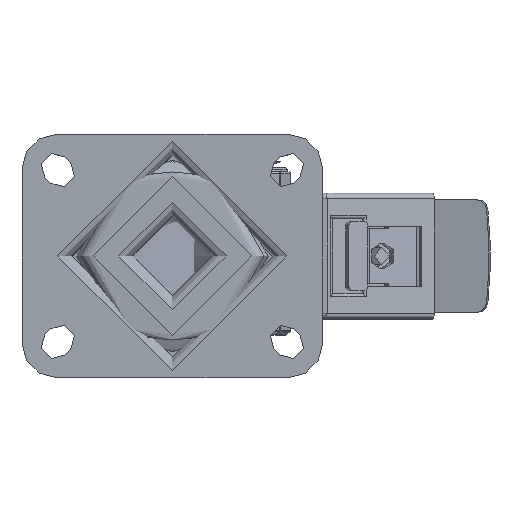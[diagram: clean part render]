
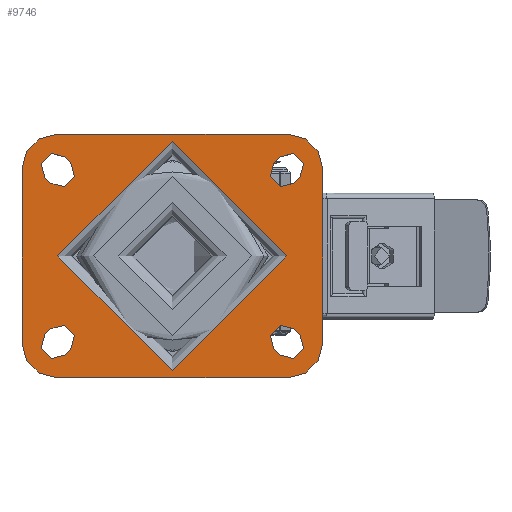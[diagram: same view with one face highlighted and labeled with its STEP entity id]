
A CAD part, top view. The second image highlights one B-rep face of the part: STEP entity #9746.
In plain terms, the highlighted planar face has unit normal (0, 0, 1).
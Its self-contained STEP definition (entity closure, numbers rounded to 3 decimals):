
#549=FACE_BOUND('',#3442,.T.);
#550=FACE_BOUND('',#3443,.T.);
#551=FACE_BOUND('',#3444,.T.);
#552=FACE_BOUND('',#3445,.T.);
#553=FACE_BOUND('',#3446,.T.);
#614=PLANE('',#10602);
#994=LINE('',#14737,#1866);
#995=LINE('',#14738,#1867);
#996=LINE('',#14739,#1868);
#997=LINE('',#14740,#1869);
#998=LINE('',#14741,#1870);
#999=LINE('',#14742,#1871);
#1000=LINE('',#14743,#1872);
#1001=LINE('',#14744,#1873);
#1002=LINE('',#14745,#1874);
#1003=LINE('',#14746,#1875);
#1004=LINE('',#14747,#1876);
#1005=LINE('',#14748,#1877);
#1866=VECTOR('',#11815,1000.);
#1867=VECTOR('',#11816,1000.);
#1868=VECTOR('',#11817,1000.);
#1869=VECTOR('',#11818,1000.);
#1870=VECTOR('',#11819,1000.);
#1871=VECTOR('',#11820,1000.);
#1872=VECTOR('',#11821,1000.);
#1873=VECTOR('',#11822,1000.);
#1874=VECTOR('',#11823,1000.);
#1875=VECTOR('',#11824,1000.);
#1876=VECTOR('',#11825,1000.);
#1877=VECTOR('',#11826,1000.);
#2869=FACE_OUTER_BOUND('',#3441,.T.);
#3441=EDGE_LOOP('',(#7000,#7001,#7002,#7003,#7004,#7005,#7006,#7007));
#3442=EDGE_LOOP('',(#7008,#7009,#7010,#7011));
#3443=EDGE_LOOP('',(#7012,#7013,#7014,#7015));
#3444=EDGE_LOOP('',(#7016,#7017,#7018,#7019));
#3445=EDGE_LOOP('',(#7020,#7021,#7022,#7023));
#3446=EDGE_LOOP('',(#7024));
#4058=CIRCLE('',#10485,5.125);
#4059=CIRCLE('',#10487,5.125);
#4062=CIRCLE('',#10491,5.125);
#4063=CIRCLE('',#10493,5.125);
#4065=CIRCLE('',#10496,5.125);
#4068=CIRCLE('',#10500,5.125);
#4069=CIRCLE('',#10502,5.125);
#4072=CIRCLE('',#10506,5.125);
#4073=CIRCLE('',#10508,12.);
#4075=CIRCLE('',#10511,12.);
#4077=CIRCLE('',#10514,12.);
#4079=CIRCLE('',#10517,12.);
#4150=CIRCLE('',#10599,40.);
#4429=VERTEX_POINT('',#14382);
#4430=VERTEX_POINT('',#14384);
#4431=VERTEX_POINT('',#14388);
#4432=VERTEX_POINT('',#14389);
#4437=VERTEX_POINT('',#14400);
#4438=VERTEX_POINT('',#14402);
#4439=VERTEX_POINT('',#14406);
#4440=VERTEX_POINT('',#14407);
#4443=VERTEX_POINT('',#14415);
#4444=VERTEX_POINT('',#14416);
#4449=VERTEX_POINT('',#14427);
#4450=VERTEX_POINT('',#14429);
#4451=VERTEX_POINT('',#14433);
#4452=VERTEX_POINT('',#14434);
#4457=VERTEX_POINT('',#14445);
#4458=VERTEX_POINT('',#14447);
#4459=VERTEX_POINT('',#14451);
#4460=VERTEX_POINT('',#14452);
#4463=VERTEX_POINT('',#14460);
#4464=VERTEX_POINT('',#14461);
#4467=VERTEX_POINT('',#14469);
#4468=VERTEX_POINT('',#14470);
#4471=VERTEX_POINT('',#14478);
#4472=VERTEX_POINT('',#14479);
#4587=VERTEX_POINT('',#14731);
#5360=EDGE_CURVE('',#4430,#4429,#4058,.T.);
#5362=EDGE_CURVE('',#4431,#4432,#4059,.T.);
#5368=EDGE_CURVE('',#4438,#4437,#4062,.T.);
#5370=EDGE_CURVE('',#4439,#4440,#4063,.T.);
#5374=EDGE_CURVE('',#4443,#4444,#4065,.T.);
#5380=EDGE_CURVE('',#4450,#4449,#4068,.T.);
#5382=EDGE_CURVE('',#4451,#4452,#4069,.T.);
#5388=EDGE_CURVE('',#4458,#4457,#4072,.T.);
#5390=EDGE_CURVE('',#4459,#4460,#4073,.T.);
#5394=EDGE_CURVE('',#4463,#4464,#4075,.T.);
#5398=EDGE_CURVE('',#4467,#4468,#4077,.T.);
#5402=EDGE_CURVE('',#4471,#4472,#4079,.T.);
#5528=EDGE_CURVE('',#4587,#4587,#4150,.T.);
#5531=EDGE_CURVE('',#4468,#4471,#994,.T.);
#5532=EDGE_CURVE('',#4464,#4467,#995,.T.);
#5533=EDGE_CURVE('',#4460,#4463,#996,.T.);
#5534=EDGE_CURVE('',#4472,#4459,#997,.T.);
#5535=EDGE_CURVE('',#4429,#4431,#998,.T.);
#5536=EDGE_CURVE('',#4432,#4430,#999,.T.);
#5537=EDGE_CURVE('',#4437,#4439,#1000,.T.);
#5538=EDGE_CURVE('',#4440,#4438,#1001,.T.);
#5539=EDGE_CURVE('',#4444,#4450,#1002,.T.);
#5540=EDGE_CURVE('',#4449,#4443,#1003,.T.);
#5541=EDGE_CURVE('',#4452,#4458,#1004,.T.);
#5542=EDGE_CURVE('',#4457,#4451,#1005,.T.);
#7000=ORIENTED_EDGE('',*,*,#5402,.F.);
#7001=ORIENTED_EDGE('',*,*,#5531,.F.);
#7002=ORIENTED_EDGE('',*,*,#5398,.F.);
#7003=ORIENTED_EDGE('',*,*,#5532,.F.);
#7004=ORIENTED_EDGE('',*,*,#5394,.F.);
#7005=ORIENTED_EDGE('',*,*,#5533,.F.);
#7006=ORIENTED_EDGE('',*,*,#5390,.F.);
#7007=ORIENTED_EDGE('',*,*,#5534,.F.);
#7008=ORIENTED_EDGE('',*,*,#5535,.T.);
#7009=ORIENTED_EDGE('',*,*,#5362,.T.);
#7010=ORIENTED_EDGE('',*,*,#5536,.T.);
#7011=ORIENTED_EDGE('',*,*,#5360,.T.);
#7012=ORIENTED_EDGE('',*,*,#5537,.T.);
#7013=ORIENTED_EDGE('',*,*,#5370,.T.);
#7014=ORIENTED_EDGE('',*,*,#5538,.T.);
#7015=ORIENTED_EDGE('',*,*,#5368,.T.);
#7016=ORIENTED_EDGE('',*,*,#5539,.T.);
#7017=ORIENTED_EDGE('',*,*,#5380,.T.);
#7018=ORIENTED_EDGE('',*,*,#5540,.T.);
#7019=ORIENTED_EDGE('',*,*,#5374,.T.);
#7020=ORIENTED_EDGE('',*,*,#5541,.T.);
#7021=ORIENTED_EDGE('',*,*,#5388,.T.);
#7022=ORIENTED_EDGE('',*,*,#5542,.T.);
#7023=ORIENTED_EDGE('',*,*,#5382,.T.);
#7024=ORIENTED_EDGE('',*,*,#5528,.F.);
#9746=ADVANCED_FACE('',(#2869,#549,#550,#551,#552,#553),#614,.T.);
#10485=AXIS2_PLACEMENT_3D('',#14385,#11503,#11504);
#10487=AXIS2_PLACEMENT_3D('',#14390,#11508,#11509);
#10491=AXIS2_PLACEMENT_3D('',#14403,#11519,#11520);
#10493=AXIS2_PLACEMENT_3D('',#14408,#11524,#11525);
#10496=AXIS2_PLACEMENT_3D('',#14417,#11532,#11533);
#10500=AXIS2_PLACEMENT_3D('',#14430,#11543,#11544);
#10502=AXIS2_PLACEMENT_3D('',#14435,#11548,#11549);
#10506=AXIS2_PLACEMENT_3D('',#14448,#11559,#11560);
#10508=AXIS2_PLACEMENT_3D('',#14453,#11564,#11565);
#10511=AXIS2_PLACEMENT_3D('',#14462,#11572,#11573);
#10514=AXIS2_PLACEMENT_3D('',#14471,#11580,#11581);
#10517=AXIS2_PLACEMENT_3D('',#14480,#11588,#11589);
#10599=AXIS2_PLACEMENT_3D('',#14732,#11807,#11808);
#10602=AXIS2_PLACEMENT_3D('',#14736,#11813,#11814);
#11503=DIRECTION('center_axis',(0.,0.,-1.));
#11504=DIRECTION('ref_axis',(-1.,0.,0.));
#11508=DIRECTION('center_axis',(0.,0.,-1.));
#11509=DIRECTION('ref_axis',(-1.,0.,0.));
#11519=DIRECTION('center_axis',(0.,0.,-1.));
#11520=DIRECTION('ref_axis',(-1.,0.,0.));
#11524=DIRECTION('center_axis',(0.,0.,-1.));
#11525=DIRECTION('ref_axis',(-1.,0.,0.));
#11532=DIRECTION('center_axis',(0.,0.,-1.));
#11533=DIRECTION('ref_axis',(1.,0.,0.));
#11543=DIRECTION('center_axis',(0.,0.,-1.));
#11544=DIRECTION('ref_axis',(1.,0.,0.));
#11548=DIRECTION('center_axis',(0.,0.,-1.));
#11549=DIRECTION('ref_axis',(1.,0.,0.));
#11559=DIRECTION('center_axis',(0.,0.,-1.));
#11560=DIRECTION('ref_axis',(1.,0.,0.));
#11564=DIRECTION('center_axis',(0.,0.,-1.));
#11565=DIRECTION('ref_axis',(-0.707,0.707,0.));
#11572=DIRECTION('center_axis',(0.,0.,-1.));
#11573=DIRECTION('ref_axis',(0.707,0.707,0.));
#11580=DIRECTION('center_axis',(0.,0.,-1.));
#11581=DIRECTION('ref_axis',(0.707,-0.707,0.));
#11588=DIRECTION('center_axis',(0.,0.,-1.));
#11589=DIRECTION('ref_axis',(-0.707,-0.707,0.));
#11807=DIRECTION('center_axis',(0.,0.,1.));
#11808=DIRECTION('ref_axis',(1.,0.,0.));
#11813=DIRECTION('center_axis',(0.,0.,1.));
#11814=DIRECTION('ref_axis',(1.,0.,0.));
#11815=DIRECTION('',(-1.,0.,0.));
#11816=DIRECTION('',(0.,-1.,0.));
#11817=DIRECTION('',(1.,0.,0.));
#11818=DIRECTION('',(0.,1.,0.));
#11819=DIRECTION('',(-0.707,0.707,0.));
#11820=DIRECTION('',(0.707,-0.707,0.));
#11821=DIRECTION('',(-0.707,-0.707,0.));
#11822=DIRECTION('',(0.707,0.707,0.));
#11823=DIRECTION('',(-0.707,-0.707,0.));
#11824=DIRECTION('',(0.707,0.707,0.));
#11825=DIRECTION('',(-0.707,0.707,0.));
#11826=DIRECTION('',(0.707,-0.707,0.));
#14382=CARTESIAN_POINT('',(37.26,-34.508,0.));
#14384=CARTESIAN_POINT('',(44.508,-27.26,0.));
#14385=CARTESIAN_POINT('Origin',(40.884,-30.884,0.));
#14388=CARTESIAN_POINT('',(35.492,-32.74,0.));
#14389=CARTESIAN_POINT('',(42.74,-25.492,0.));
#14390=CARTESIAN_POINT('Origin',(39.116,-29.116,0.));
#14400=CARTESIAN_POINT('',(44.508,27.26,0.));
#14402=CARTESIAN_POINT('',(37.26,34.508,0.));
#14403=CARTESIAN_POINT('Origin',(40.884,30.884,0.));
#14406=CARTESIAN_POINT('',(42.74,25.492,0.));
#14407=CARTESIAN_POINT('',(35.492,32.74,0.));
#14408=CARTESIAN_POINT('Origin',(39.116,29.116,0.));
#14415=CARTESIAN_POINT('',(-42.74,-25.492,0.));
#14416=CARTESIAN_POINT('',(-35.492,-32.74,0.));
#14417=CARTESIAN_POINT('Origin',(-39.116,-29.116,0.));
#14427=CARTESIAN_POINT('',(-44.508,-27.26,0.));
#14429=CARTESIAN_POINT('',(-37.26,-34.508,0.));
#14430=CARTESIAN_POINT('Origin',(-40.884,-30.884,0.));
#14433=CARTESIAN_POINT('',(-35.492,32.74,0.));
#14434=CARTESIAN_POINT('',(-42.74,25.492,0.));
#14435=CARTESIAN_POINT('Origin',(-39.116,29.116,0.));
#14445=CARTESIAN_POINT('',(-37.26,34.508,0.));
#14447=CARTESIAN_POINT('',(-44.508,27.26,0.));
#14448=CARTESIAN_POINT('Origin',(-40.884,30.884,0.));
#14451=CARTESIAN_POINT('',(-52.5,30.5,0.));
#14452=CARTESIAN_POINT('',(-40.5,42.5,0.));
#14453=CARTESIAN_POINT('Origin',(-40.5,30.5,0.));
#14460=CARTESIAN_POINT('',(40.5,42.5,0.));
#14461=CARTESIAN_POINT('',(52.5,30.5,0.));
#14462=CARTESIAN_POINT('Origin',(40.5,30.5,0.));
#14469=CARTESIAN_POINT('',(52.5,-30.5,0.));
#14470=CARTESIAN_POINT('',(40.5,-42.5,0.));
#14471=CARTESIAN_POINT('Origin',(40.5,-30.5,0.));
#14478=CARTESIAN_POINT('',(-40.5,-42.5,0.));
#14479=CARTESIAN_POINT('',(-52.5,-30.5,0.));
#14480=CARTESIAN_POINT('Origin',(-40.5,-30.5,0.));
#14731=CARTESIAN_POINT('',(40.,0.,0.));
#14732=CARTESIAN_POINT('Origin',(0.,0.,0.));
#14736=CARTESIAN_POINT('Origin',(0.,0.,0.));
#14737=CARTESIAN_POINT('',(52.5,-42.5,0.));
#14738=CARTESIAN_POINT('',(52.5,42.5,0.));
#14739=CARTESIAN_POINT('',(-52.5,42.5,0.));
#14740=CARTESIAN_POINT('',(-52.5,-42.5,0.));
#14741=CARTESIAN_POINT('',(37.26,-34.508,0.));
#14742=CARTESIAN_POINT('',(44.508,-27.26,0.));
#14743=CARTESIAN_POINT('',(44.508,27.26,0.));
#14744=CARTESIAN_POINT('',(37.26,34.508,0.));
#14745=CARTESIAN_POINT('',(-37.26,-34.508,0.));
#14746=CARTESIAN_POINT('',(-44.508,-27.26,0.));
#14747=CARTESIAN_POINT('',(-44.508,27.26,0.));
#14748=CARTESIAN_POINT('',(-37.26,34.508,0.));
